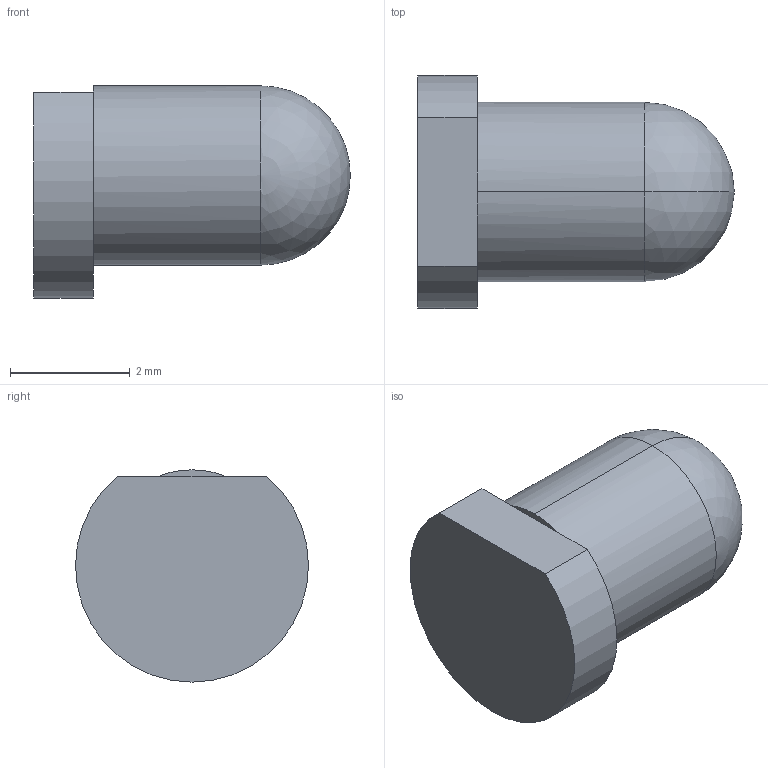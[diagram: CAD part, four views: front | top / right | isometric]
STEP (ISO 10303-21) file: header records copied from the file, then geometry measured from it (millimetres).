
FILE_DESCRIPTION (( 'STEP AP214' ), '1' );
FILE_NAME ('LED_3mm_without_pins.STEP', '2020-02-17T11:56:41', ( '' ), ( '' ), 'SwSTEP 2.0', 'SolidWorks 2017', '' );
FILE_SCHEMA (( 'AUTOMOTIVE_DESIGN' ));
Length unit declared in the file: millimetre
Products named in the file (1): LED_3mm_without_pins
Bounding box: 5.3 x 3.9 x 3.55 mm (x, y, z)
Volume: 38 mm3; surface area: 68 mm2
Topology: 1 solids, 1 shells, 9 faces, 22 edges, 13 vertices
Faces by surface type: plane 4, cylinder 3, sphere 2
Entity records: 272 total; most frequent: DIRECTION 48, CARTESIAN_POINT 39, ORIENTED_EDGE 36, AXIS2_PLACEMENT_3D 20, EDGE_CURVE 18, VERTEX_POINT 11, CIRCLE 10, EDGE_LOOP 9
